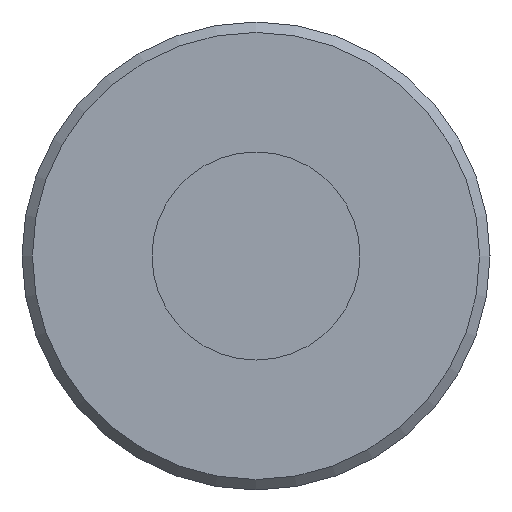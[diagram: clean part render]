
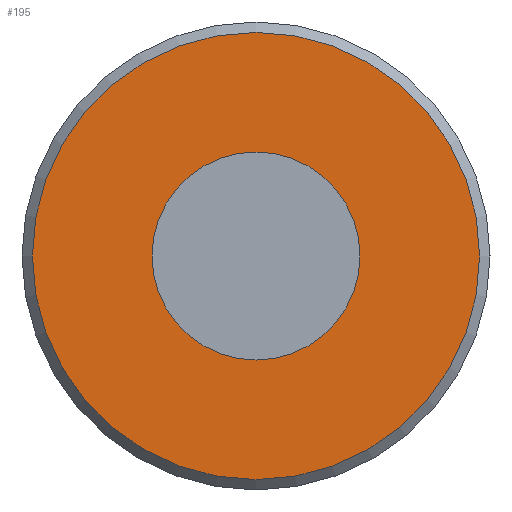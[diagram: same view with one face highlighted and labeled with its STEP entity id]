
A CAD part, left-side view. The second image highlights one B-rep face of the part: STEP entity #195.
In plain terms, the highlighted planar face has unit normal (-1, 0, 0).
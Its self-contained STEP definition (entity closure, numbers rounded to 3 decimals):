
#195 = ADVANCED_FACE( '', ( #362, #363 ), #364, .T. );
#362 = FACE_BOUND( '', #546, .T. );
#363 = FACE_OUTER_BOUND( '', #547, .T. );
#364 = PLANE( '', #548 );
#546 = EDGE_LOOP( '', ( #833 ) );
#547 = EDGE_LOOP( '', ( #834 ) );
#548 = AXIS2_PLACEMENT_3D( '', #835, #836, #837 );
#833 = ORIENTED_EDGE( '', *, *, #1023, .T. );
#834 = ORIENTED_EDGE( '', *, *, #1056, .F. );
#835 = CARTESIAN_POINT( '', ( 0., 8.6, 0. ) );
#836 = DIRECTION( '', ( -1., 0., 0. ) );
#837 = DIRECTION( '', ( 0., 0., 1. ) );
#1023 = EDGE_CURVE( '', #1183, #1183, #1184, .T. );
#1056 = EDGE_CURVE( '', #1222, #1222, #1223, .T. );
#1183 = VERTEX_POINT( '', #1428 );
#1184 = CIRCLE( '', #1429, 4. );
#1222 = VERTEX_POINT( '', #1535 );
#1223 = CIRCLE( '', #1536, 8.6 );
#1428 = CARTESIAN_POINT( '', ( 0., 0., -4. ) );
#1429 = AXIS2_PLACEMENT_3D( '', #1635, #1636, #1637 );
#1535 = CARTESIAN_POINT( '', ( 0., 0., -8.6 ) );
#1536 = AXIS2_PLACEMENT_3D( '', #1687, #1688, #1689 );
#1635 = CARTESIAN_POINT( '', ( 0., 0., 0. ) );
#1636 = DIRECTION( '', ( 1., 0., 0. ) );
#1637 = DIRECTION( '', ( 0., 0., -1. ) );
#1687 = CARTESIAN_POINT( '', ( 0., 0., 0. ) );
#1688 = DIRECTION( '', ( 1., 0., 0. ) );
#1689 = DIRECTION( '', ( 0., 0., -1. ) );
